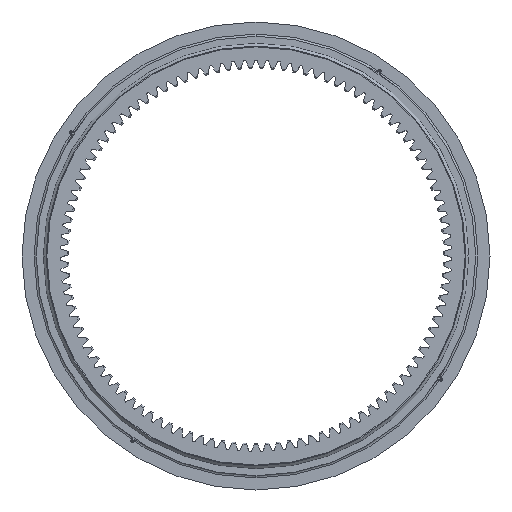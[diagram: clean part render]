
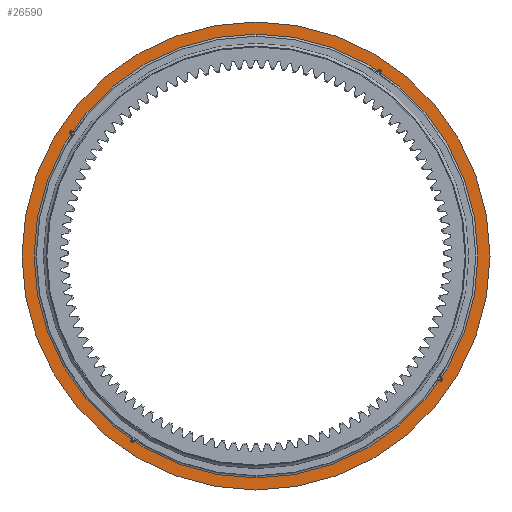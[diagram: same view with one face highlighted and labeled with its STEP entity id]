
A CAD part, front view. The second image highlights one B-rep face of the part: STEP entity #26590.
In plain terms, the highlighted planar face has unit normal (0, -1, 0).
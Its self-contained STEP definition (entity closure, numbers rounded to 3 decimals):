
#22 = FACE_BOUND ( 'NONE', #19136, .T. ) ;
#1279 = DIRECTION ( 'NONE',  ( 0., 0., 1. ) ) ;
#2241 = VERTEX_POINT ( 'NONE', #11503 ) ;
#2618 = EDGE_LOOP ( 'NONE', ( #14249, #18645 ) ) ;
#2767 = AXIS2_PLACEMENT_3D ( 'NONE', #10215, #24776, #12346 ) ;
#3981 = CARTESIAN_POINT ( 'NONE',  ( 0., 16., 0. ) ) ;
#5224 = DIRECTION ( 'NONE',  ( 0., -1., 0. ) ) ;
#6080 = DIRECTION ( 'NONE',  ( 0., 0., 1. ) ) ;
#6180 = AXIS2_PLACEMENT_3D ( 'NONE', #3981, #18519, #6080 ) ;
#6431 = CIRCLE ( 'NONE', #7496, 524. ) ;
#7496 = AXIS2_PLACEMENT_3D ( 'NONE', #22390, #7837, #20314 ) ;
#7666 = VERTEX_POINT ( 'NONE', #16105 ) ;
#7837 = DIRECTION ( 'NONE',  ( 0., -1., 0. ) ) ;
#9679 = VERTEX_POINT ( 'NONE', #15003 ) ;
#9975 = EDGE_CURVE ( 'NONE', #15584, #2241, #6431, .T. ) ;
#10215 = CARTESIAN_POINT ( 'NONE',  ( 0., 16., 0. ) ) ;
#11117 = FACE_OUTER_BOUND ( 'NONE', #2618, .T. ) ;
#11503 = CARTESIAN_POINT ( 'NONE',  ( 0., 16., 524. ) ) ;
#12346 = DIRECTION ( 'NONE',  ( 0., 0., 1. ) ) ;
#12489 = CARTESIAN_POINT ( 'NONE',  ( 0., 16., -524. ) ) ;
#13774 = AXIS2_PLACEMENT_3D ( 'NONE', #19920, #13775, #1279 ) ;
#13775 = DIRECTION ( 'NONE',  ( 0., -1., 0. ) ) ;
#14249 = ORIENTED_EDGE ( 'NONE', *, *, #18502, .T. ) ;
#14640 = EDGE_CURVE ( 'NONE', #9679, #7666, #16871, .T. ) ;
#15003 = CARTESIAN_POINT ( 'NONE',  ( 0., 16., 497. ) ) ;
#15584 = VERTEX_POINT ( 'NONE', #12489 ) ;
#16105 = CARTESIAN_POINT ( 'NONE',  ( 0., 16., -497. ) ) ;
#16871 = CIRCLE ( 'NONE', #6180, 497. ) ;
#17663 = CARTESIAN_POINT ( 'NONE',  ( 0., 16., 0. ) ) ;
#18502 = EDGE_CURVE ( 'NONE', #2241, #15584, #19976, .T. ) ;
#18519 = DIRECTION ( 'NONE',  ( 0., 1., 0. ) ) ;
#18645 = ORIENTED_EDGE ( 'NONE', *, *, #9975, .T. ) ;
#19136 = EDGE_LOOP ( 'NONE', ( #26302, #26206 ) ) ;
#19738 = DIRECTION ( 'NONE',  ( 0., 0., 1. ) ) ;
#19920 = CARTESIAN_POINT ( 'NONE',  ( 0., 16., 492. ) ) ;
#19976 = CIRCLE ( 'NONE', #25165, 524. ) ;
#20314 = DIRECTION ( 'NONE',  ( 0., 0., 1. ) ) ;
#22390 = CARTESIAN_POINT ( 'NONE',  ( 0., 16., 0. ) ) ;
#23667 = EDGE_CURVE ( 'NONE', #7666, #9679, #25882, .T. ) ;
#24776 = DIRECTION ( 'NONE',  ( 0., 1., 0. ) ) ;
#25165 = AXIS2_PLACEMENT_3D ( 'NONE', #17663, #5224, #19738 ) ;
#25882 = CIRCLE ( 'NONE', #2767, 497. ) ;
#26206 = ORIENTED_EDGE ( 'NONE', *, *, #23667, .T. ) ;
#26231 = PLANE ( 'NONE',  #13774 ) ;
#26302 = ORIENTED_EDGE ( 'NONE', *, *, #14640, .T. ) ;
#26590 = ADVANCED_FACE ( 'NONE', ( #22, #11117 ), #26231, .T. ) ;
